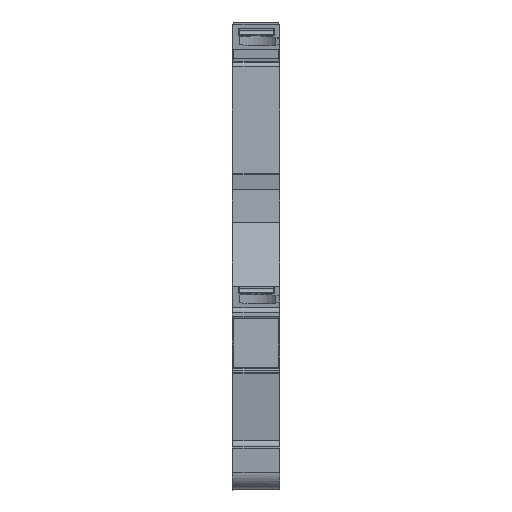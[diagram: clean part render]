
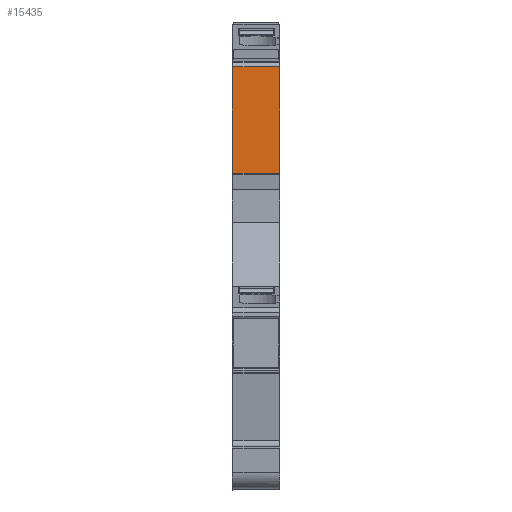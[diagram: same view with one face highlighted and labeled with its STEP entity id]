
A CAD part, front view. The second image highlights one B-rep face of the part: STEP entity #15435.
In plain terms, the highlighted planar face has unit normal (0, -1, 0).
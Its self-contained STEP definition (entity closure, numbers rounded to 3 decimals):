
#15408=AXIS2_PLACEMENT_3D('Plane Axis2P3D',#15405,#15406,#15407) ;
#2339=CARTESIAN_POINT('Vertex',(5.1,11.876,45.618)) ;
#2342=CARTESIAN_POINT('Line Origine',(5.1,11.876,39.862)) ;
#2346=CARTESIAN_POINT('Vertex',(5.1,11.876,34.105)) ;
#6027=CARTESIAN_POINT('Vertex',(0.,11.876,34.105)) ;
#6030=CARTESIAN_POINT('Line Origine',(0.,11.876,39.862)) ;
#6034=CARTESIAN_POINT('Vertex',(0.,11.876,45.618)) ;
#15385=CARTESIAN_POINT('Line Origine',(2.55,11.876,45.618)) ;
#15389=CARTESIAN_POINT('Vertex',(0.05,11.876,45.618)) ;
#15405=CARTESIAN_POINT('Axis2P3D Location',(0.,11.876,34.105)) ;
#15410=CARTESIAN_POINT('Line Origine',(0.025,11.876,34.105)) ;
#15414=CARTESIAN_POINT('Vertex',(0.05,11.876,34.105)) ;
#15417=CARTESIAN_POINT('Line Origine',(2.575,11.876,34.105)) ;
#15422=CARTESIAN_POINT('Line Origine',(0.025,11.876,45.618)) ;
#2343=DIRECTION('Vector Direction',(0.,0.,1.)) ;
#6031=DIRECTION('Vector Direction',(0.,0.,-1.)) ;
#15386=DIRECTION('Vector Direction',(1.,0.,0.)) ;
#15406=DIRECTION('Axis2P3D Direction',(0.,1.,0.)) ;
#15407=DIRECTION('Axis2P3D XDirection',(0.,0.,1.)) ;
#15411=DIRECTION('Vector Direction',(-1.,0.,0.)) ;
#15418=DIRECTION('Vector Direction',(1.,0.,0.)) ;
#15423=DIRECTION('Vector Direction',(-1.,0.,0.)) ;
#2344=VECTOR('Line Direction',#2343,1.) ;
#6032=VECTOR('Line Direction',#6031,1.) ;
#15387=VECTOR('Line Direction',#15386,1.) ;
#15412=VECTOR('Line Direction',#15411,1.) ;
#15419=VECTOR('Line Direction',#15418,1.) ;
#15424=VECTOR('Line Direction',#15423,1.) ;
#15428=ORIENTED_EDGE('',*,*,#15416,.F.) ;
#15429=ORIENTED_EDGE('',*,*,#15421,.T.) ;
#15430=ORIENTED_EDGE('',*,*,#2348,.T.) ;
#15431=ORIENTED_EDGE('',*,*,#15391,.F.) ;
#15432=ORIENTED_EDGE('',*,*,#15426,.T.) ;
#15433=ORIENTED_EDGE('',*,*,#6036,.F.) ;
#15435=ADVANCED_FACE('MLD_AITB_2-5_BB_X-L-PE',(#15434),#15409,.F.) ;
#2348=EDGE_CURVE('',#2347,#2340,#2345,.T.) ;
#6036=EDGE_CURVE('',#6028,#6035,#6033,.F.) ;
#15391=EDGE_CURVE('',#15390,#2340,#15388,.T.) ;
#15416=EDGE_CURVE('',#15415,#6028,#15413,.T.) ;
#15421=EDGE_CURVE('',#15415,#2347,#15420,.T.) ;
#15426=EDGE_CURVE('',#15390,#6035,#15425,.T.) ;
#15427=EDGE_LOOP('',(#15428,#15429,#15430,#15431,#15432,#15433)) ;
#15434=FACE_OUTER_BOUND('',#15427,.T.) ;
#2345=LINE('Line',#2342,#2344) ;
#6033=LINE('Line',#6030,#6032) ;
#15388=LINE('Line',#15385,#15387) ;
#15413=LINE('Line',#15410,#15412) ;
#15420=LINE('Line',#15417,#15419) ;
#15425=LINE('Line',#15422,#15424) ;
#15409=PLANE('',#15408) ;
#2340=VERTEX_POINT('',#2339) ;
#2347=VERTEX_POINT('',#2346) ;
#6028=VERTEX_POINT('',#6027) ;
#6035=VERTEX_POINT('',#6034) ;
#15390=VERTEX_POINT('',#15389) ;
#15415=VERTEX_POINT('',#15414) ;
